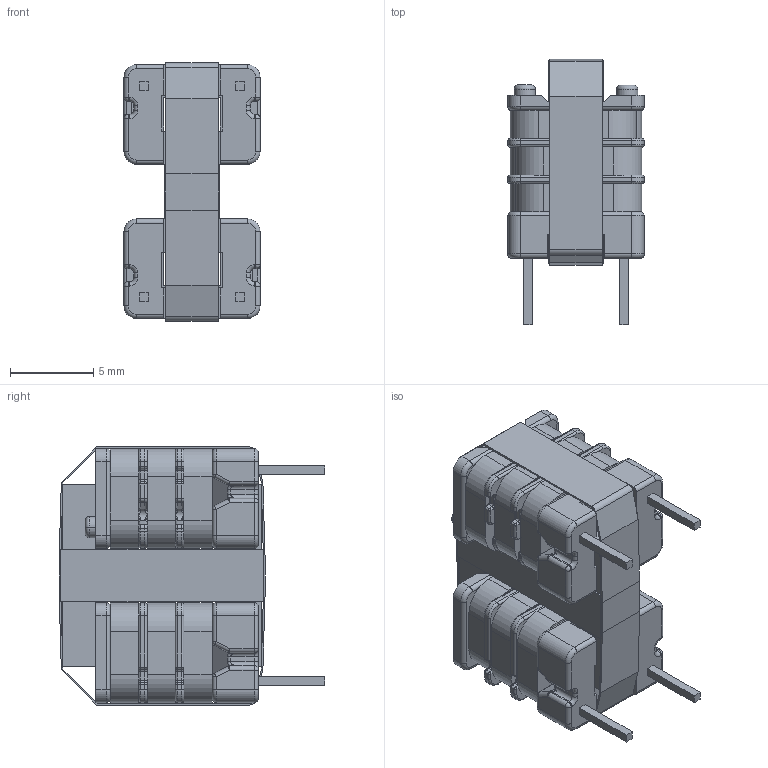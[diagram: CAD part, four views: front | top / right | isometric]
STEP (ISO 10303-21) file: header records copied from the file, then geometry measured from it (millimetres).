
FILE_DESCRIPTION (( 'STEP AP203' ), '1' );
FILE_NAME ('EE11-6-3-5627-2493.STEP', '2013-06-20T19:08:24', ( 'MidcomIT' ), ( 'Midcom' ), 'SwSTEP 2.0', 'SolidWorks 2012', '' );
FILE_SCHEMA (( 'CONFIG_CONTROL_DESIGN' ));
Length unit declared in the file: millimetre
Products named in the file (6): EE11-6-3-5627-2493; 440-9985-2493-2; 440-9985-2493; 150-2493; EE11-6-3-5627; 070-5627
Assembly tree (12 placements, depth 2):
  EE11-6-3-5627-2493
    070-5627  x2
    EE11-6-3-5627  x6
    150-2493  x2
    440-9985-2493
    440-9985-2493-2
Bounding box: 8.2 x 16 x 15.54 mm (x, y, z)
Volume: 991.1 mm3; surface area: 2915.4 mm2
Topology: 12 solids, 12 shells, 1058 faces, 2540 edges, 1448 vertices
Faces by surface type: cylinder 432, plane 334, torus 196, sphere 56, bspline 40
Entity records: 14735 total; most frequent: CARTESIAN_POINT 2737, DIRECTION 2512, ORIENTED_EDGE 2264, EDGE_CURVE 1132, AXIS2_PLACEMENT_3D 944, VERTEX_POINT 664, VECTOR 624, LINE 624
